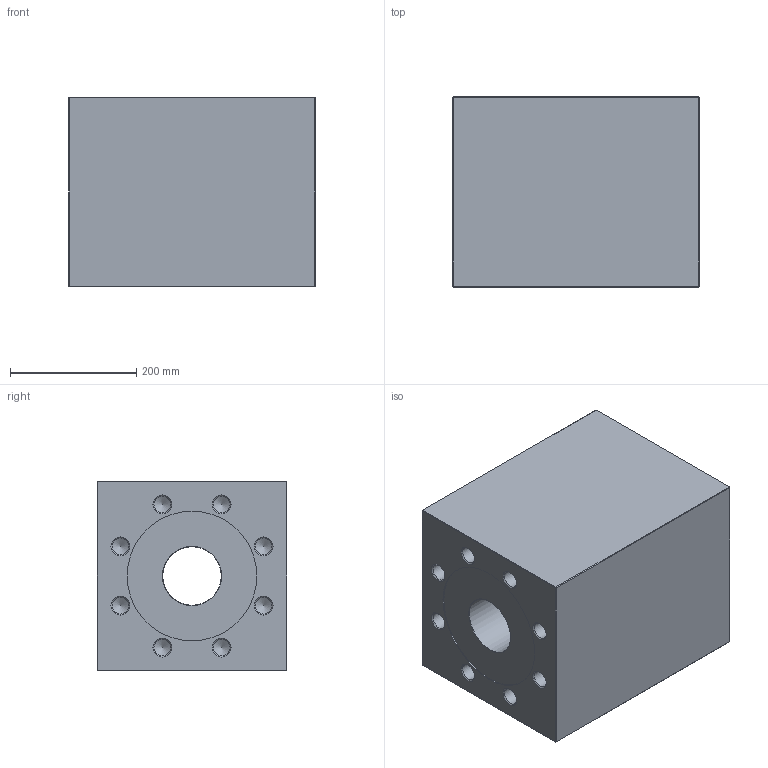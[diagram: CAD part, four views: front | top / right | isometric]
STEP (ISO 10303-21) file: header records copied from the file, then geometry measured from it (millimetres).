
FILE_DESCRIPTION(/* description */ (''),/* implementation_level */ '2;1');
FILE_NAME(/* name */ 'X-FV090-5.stp',/* time_stamp */ '2025-01-16T12:21:21+01:00',/* author */ (''),/* organization */ (''),/* preprocessor_version */ 'ST-DEVELOPER v16',/* originating_system */ 'SIEMENS PLM Software NX 10.0',/* authorisation */ '');
FILE_SCHEMA (('CONFIG_CONTROL_DESIGN'));
Length unit declared in the file: millimetre
Products named in the file (1): X-FV090-5
Bounding box: 390 x 300 x 300 mm (x, y, z)
Volume: 30795182.6 mm3; surface area: 879304.8 mm2
Topology: 1 solids, 1 shells, 109 faces, 265 edges, 160 vertices
Faces by surface type: cone 51, plane 29, cylinder 29
Full cylindrical faces by diameter (mm): 26.5 x24, 92.5 x2, 205.14 x3
Entity records: 2478 total; most frequent: DIRECTION 440, CARTESIAN_POINT 378, ORIENTED_EDGE 268, FACE_BOUND 197, EDGE_LOOP 196, AXIS2_PLACEMENT_3D 196, VERTEX_POINT 134, EDGE_CURVE 134
